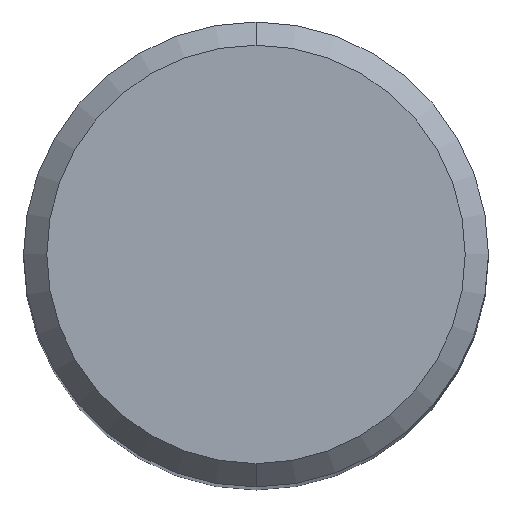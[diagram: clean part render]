
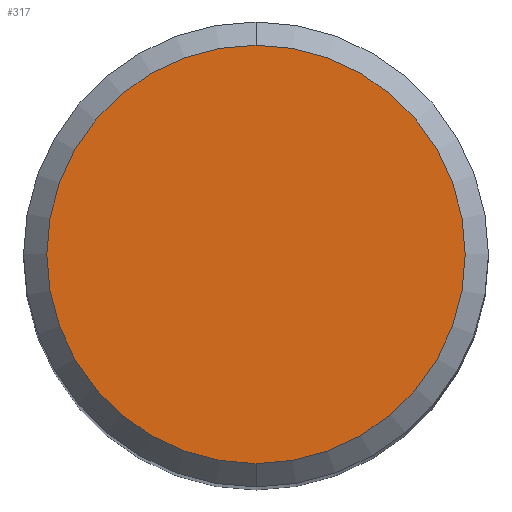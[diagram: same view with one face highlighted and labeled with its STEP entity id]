
A CAD part, top view. The second image highlights one B-rep face of the part: STEP entity #317.
In plain terms, the highlighted planar face has unit normal (0, 0, 1).
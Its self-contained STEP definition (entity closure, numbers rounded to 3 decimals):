
#271=VERTEX_POINT('',#581);
#275=VERTEX_POINT('',#586);
#317=ADVANCED_FACE('',(#632),#633,.T.);
#333=EDGE_CURVE('',#275,#271,#650,.T.);
#421=EDGE_CURVE('',#271,#275,#745,.T.);
#581=CARTESIAN_POINT('',(0.0,4.5,0.0));
#586=CARTESIAN_POINT('',(0.,-4.5,0.0));
#632=FACE_OUTER_BOUND('',#1161,.T.);
#633=PLANE('',#1162);
#650=CIRCLE('',#1185,4.5);
#745=CIRCLE('',#1388,4.5);
#1161=EDGE_LOOP('',(#1652,#1653));
#1162=AXIS2_PLACEMENT_3D('',#1654,#1655,#1656);
#1185=AXIS2_PLACEMENT_3D('',#1669,#1670,#1671);
#1388=AXIS2_PLACEMENT_3D('',#1759,#1760,#1761);
#1652=ORIENTED_EDGE('',*,*,#421,.F.);
#1653=ORIENTED_EDGE('',*,*,#333,.F.);
#1654=CARTESIAN_POINT('',(0.0,2.25,0.0));
#1655=DIRECTION('',(-0.0,0.0,1.0));
#1656=DIRECTION('',(0.0,-1.0,0.0));
#1669=CARTESIAN_POINT('',(0.0,0.0,0.0));
#1670=DIRECTION('',(0.0,0.0,-1.0));
#1671=DIRECTION('',(0.0,1.0,0.0));
#1759=CARTESIAN_POINT('',(0.0,0.0,0.0));
#1760=DIRECTION('',(0.0,0.0,-1.0));
#1761=DIRECTION('',(0.0,1.0,0.0));
